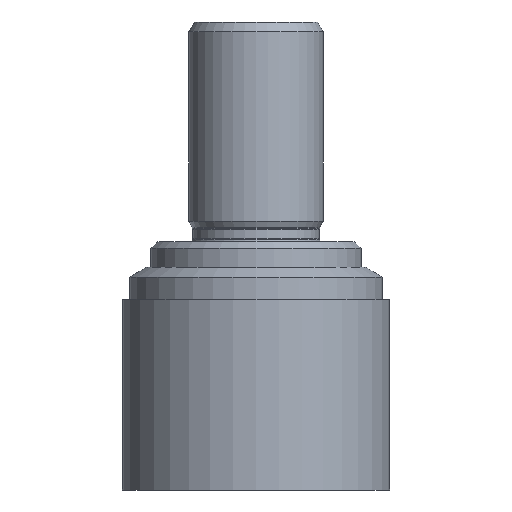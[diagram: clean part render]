
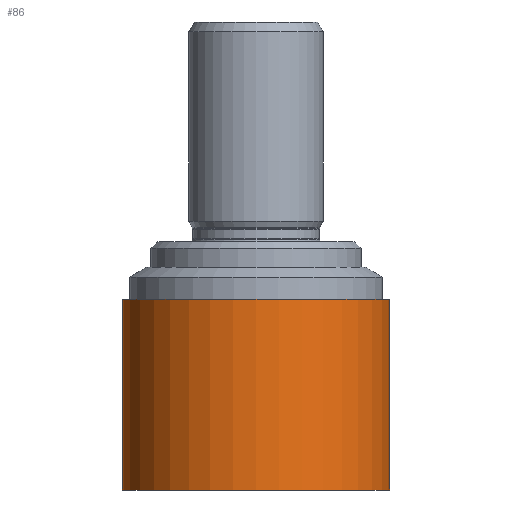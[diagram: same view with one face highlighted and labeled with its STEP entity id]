
A CAD part, front view. The second image highlights one B-rep face of the part: STEP entity #86.
In plain terms, the highlighted cylindrical face has radius 7 mm (diameter 14 mm), a full revolution.
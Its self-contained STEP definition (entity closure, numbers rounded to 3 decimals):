
#70=CYLINDRICAL_SURFACE('',#318,7.);
#86=ADVANCED_FACE('',(#127,#128),#70,.T.);
#127=FACE_BOUND('',#167,.T.);
#128=FACE_BOUND('',#168,.T.);
#167=EDGE_LOOP('',(#209));
#168=EDGE_LOOP('',(#210));
#209=ORIENTED_EDGE('',*,*,#261,.F.);
#210=ORIENTED_EDGE('',*,*,#260,.T.);
#239=VERTEX_POINT('',#463);
#240=VERTEX_POINT('',#466);
#260=EDGE_CURVE('',#239,#239,#281,.T.);
#261=EDGE_CURVE('',#240,#240,#282,.T.);
#281=CIRCLE('',#315,7.);
#282=CIRCLE('',#317,7.);
#315=AXIS2_PLACEMENT_3D('',#462,#385,#386);
#317=AXIS2_PLACEMENT_3D('',#465,#389,#390);
#318=AXIS2_PLACEMENT_3D('',#467,#391,#392);
#385=DIRECTION('',(0.,0.,1.));
#386=DIRECTION('',(1.,0.,0.));
#389=DIRECTION('',(0.,0.,1.));
#390=DIRECTION('',(1.,0.,0.));
#391=DIRECTION('',(0.,0.,1.));
#392=DIRECTION('',(1.,0.,0.));
#462=CARTESIAN_POINT('',(0.,0.,-12.998));
#463=CARTESIAN_POINT('',(7.,0.,-12.998));
#465=CARTESIAN_POINT('',(0.,0.,-2.998));
#466=CARTESIAN_POINT('',(7.,0.,-2.998));
#467=CARTESIAN_POINT('',(0.,0.,-12.851));
